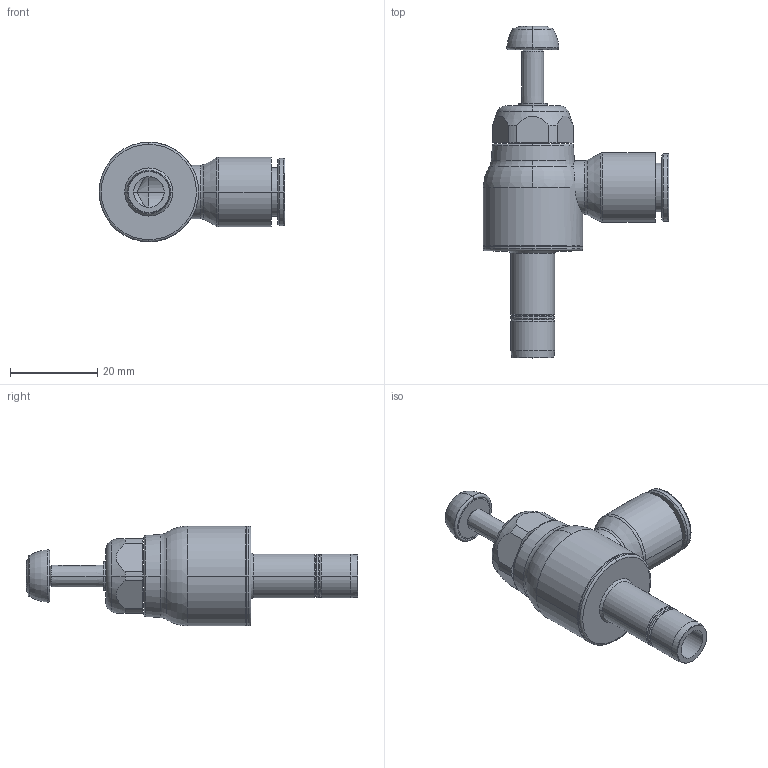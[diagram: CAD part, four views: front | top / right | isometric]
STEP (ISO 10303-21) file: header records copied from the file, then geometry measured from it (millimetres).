
FILE_DESCRIPTION(('STEP AP214'),'1');
FILE_NAME('7030_10_00.stp','2016-07-07T14:26:08',('TraceParts'),('TraceParts S.A.'),'Spatial InterOp 3D',' ',' ');
FILE_SCHEMA(('automotive_design'));
Length unit declared in the file: millimetre
Products named in the file (1): 1
Bounding box: 42.57 x 76 x 22.8 mm (x, y, z)
Volume: 12719.5 mm3; surface area: 7789.3 mm2
Topology: 1 solids, 1 shells, 122 faces, 312 edges, 202 vertices
Faces by surface type: torus 45, cylinder 34, cone 24, plane 19
Entity records: 4157 total; most frequent: CARTESIAN_POINT 999, DIRECTION 766, ORIENTED_EDGE 624, AXIS2_PLACEMENT_3D 349, EDGE_CURVE 312, CIRCLE 226, VERTEX_POINT 202, EDGE_LOOP 134
